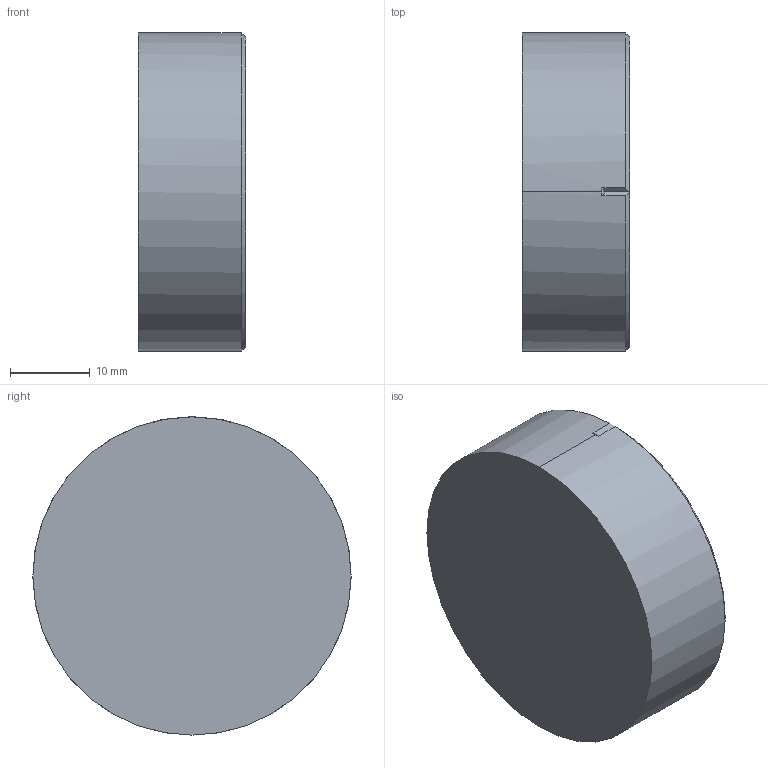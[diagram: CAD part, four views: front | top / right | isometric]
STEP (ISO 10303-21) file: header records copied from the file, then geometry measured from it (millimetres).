
FILE_DESCRIPTION (( 'STEP AP214' ), '1' );
FILE_NAME ('KR6_KR10_R900_sixx_CR-Link_6.STEP', '2017-08-22T10:15:22', ( '' ), ( '' ), 'SwSTEP 2.0', 'SolidWorks 2016', '' );
FILE_SCHEMA (( 'AUTOMOTIVE_DESIGN' ));
Length unit declared in the file: millimetre
Products named in the file (1): KR6_KR10_R900_sixx_CR-Link_6
Bounding box: 13.5 x 40 x 40 mm (x, y, z)
Volume: 13916.3 mm3; surface area: 5407.1 mm2
Topology: 1 solids, 1 shells, 47 faces, 110 edges, 58 vertices
Faces by surface type: cone 22, cylinder 20, plane 5
Entity records: 1260 total; most frequent: DIRECTION 232, CARTESIAN_POINT 212, ORIENTED_EDGE 188, AXIS2_PLACEMENT_3D 94, EDGE_CURVE 94, VERTEX_POINT 58, EDGE_LOOP 56, FACE_OUTER_BOUND 47
